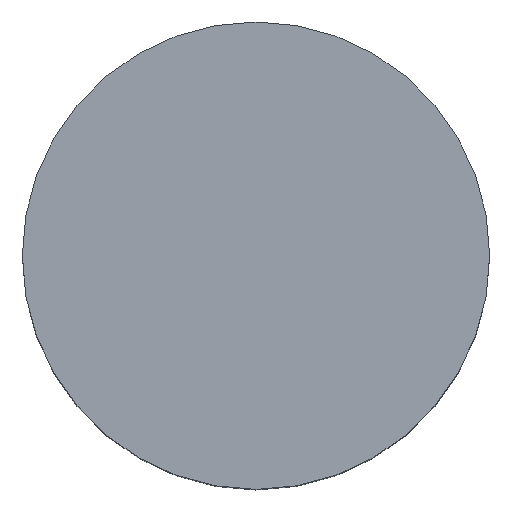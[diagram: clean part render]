
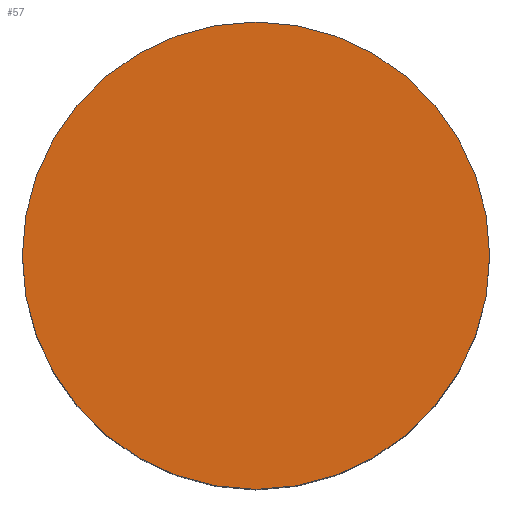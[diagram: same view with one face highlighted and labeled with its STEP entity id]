
A CAD part, top view. The second image highlights one B-rep face of the part: STEP entity #57.
In plain terms, the highlighted planar face has unit normal (0, 0, 1).
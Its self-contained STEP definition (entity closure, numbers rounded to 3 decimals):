
#18 = DIRECTION ( 'NONE',  ( 1., 0., 0. ) ) ;
#25 = ORIENTED_EDGE ( 'NONE', *, *, #169, .T. ) ;
#27 = AXIS2_PLACEMENT_3D ( 'NONE', #112, #175, #18 ) ;
#55 = DIRECTION ( 'NONE',  ( 0., 0., 1. ) ) ;
#57 = ADVANCED_FACE ( 'NONE', ( #137 ), #125, .T. ) ;
#59 = DIRECTION ( 'NONE',  ( 1., 0., 0. ) ) ;
#64 = VERTEX_POINT ( 'NONE', #83 ) ;
#77 = AXIS2_PLACEMENT_3D ( 'NONE', #148, #55, #161 ) ;
#79 = CARTESIAN_POINT ( 'NONE',  ( 0., 0., 15. ) ) ;
#82 = VERTEX_POINT ( 'NONE', #162 ) ;
#83 = CARTESIAN_POINT ( 'NONE',  ( 10., 0., 15. ) ) ;
#93 = DIRECTION ( 'NONE',  ( 0., 0., 1. ) ) ;
#102 = CIRCLE ( 'NONE', #111, 10. ) ;
#111 = AXIS2_PLACEMENT_3D ( 'NONE', #79, #93, #59 ) ;
#112 = CARTESIAN_POINT ( 'NONE',  ( 0., 0., 15. ) ) ;
#121 = ORIENTED_EDGE ( 'NONE', *, *, #144, .T. ) ;
#125 = PLANE ( 'NONE',  #27 ) ;
#136 = CIRCLE ( 'NONE', #77, 10. ) ;
#137 = FACE_OUTER_BOUND ( 'NONE', #156, .T. ) ;
#144 = EDGE_CURVE ( 'NONE', #82, #64, #102, .T. ) ;
#148 = CARTESIAN_POINT ( 'NONE',  ( 0., 0., 15. ) ) ;
#156 = EDGE_LOOP ( 'NONE', ( #121, #25 ) ) ;
#161 = DIRECTION ( 'NONE',  ( 1., 0., 0. ) ) ;
#162 = CARTESIAN_POINT ( 'NONE',  ( -10., 0., 15. ) ) ;
#169 = EDGE_CURVE ( 'NONE', #64, #82, #136, .T. ) ;
#175 = DIRECTION ( 'NONE',  ( 0., 0., 1. ) ) ;
